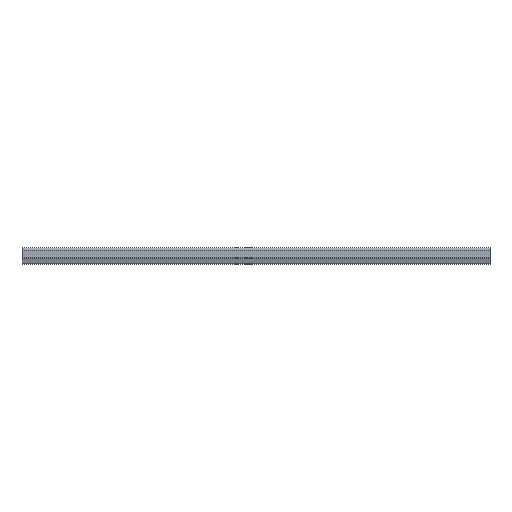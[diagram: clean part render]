
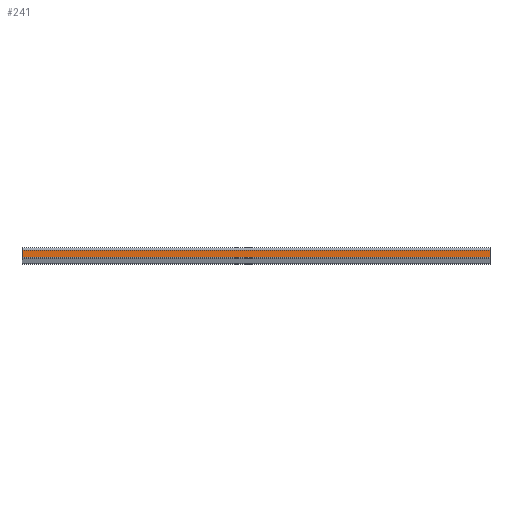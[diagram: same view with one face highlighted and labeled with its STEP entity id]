
A CAD part, top view. The second image highlights one B-rep face of the part: STEP entity #241.
In plain terms, the highlighted planar face has unit normal (0, 0, 1).
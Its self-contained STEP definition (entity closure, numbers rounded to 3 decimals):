
#23 = CARTESIAN_POINT ( 'NONE',  ( 0., -2.786, 20. ) ) ;
#53 = DIRECTION ( 'NONE',  ( 0., 1., 0. ) ) ;
#55 = LINE ( 'NONE', #347, #630 ) ;
#106 = LINE ( 'NONE', #375, #373 ) ;
#120 = LINE ( 'NONE', #513, #935 ) ;
#124 = ORIENTED_EDGE ( 'NONE', *, *, #851, .T. ) ;
#159 = AXIS2_PLACEMENT_3D ( 'NONE', #888, #503, #737 ) ;
#172 = ORIENTED_EDGE ( 'NONE', *, *, #909, .F. ) ;
#225 = VERTEX_POINT ( 'NONE', #742 ) ;
#241 = ADVANCED_FACE ( 'NONE', ( #1013 ), #338, .F. ) ;
#264 = DIRECTION ( 'NONE',  ( 1., 0., 0. ) ) ;
#267 = DIRECTION ( 'NONE',  ( 0., 1., 0. ) ) ;
#293 = ORIENTED_EDGE ( 'NONE', *, *, #807, .T. ) ;
#338 = PLANE ( 'NONE',  #159 ) ;
#347 = CARTESIAN_POINT ( 'NONE',  ( -1000., 12.75, 20. ) ) ;
#373 = VECTOR ( 'NONE', #53, 1000. ) ;
#375 = CARTESIAN_POINT ( 'NONE',  ( 0., 0., 20. ) ) ;
#431 = DIRECTION ( 'NONE',  ( 1., 0., 0. ) ) ;
#503 = DIRECTION ( 'NONE',  ( 0., 0., -1. ) ) ;
#513 = CARTESIAN_POINT ( 'NONE',  ( -1000., -2.786, 20. ) ) ;
#534 = VERTEX_POINT ( 'NONE', #624 ) ;
#579 = LINE ( 'NONE', #996, #642 ) ;
#614 = VERTEX_POINT ( 'NONE', #840 ) ;
#624 = CARTESIAN_POINT ( 'NONE',  ( -1000., -2.786, 20. ) ) ;
#630 = VECTOR ( 'NONE', #431, 1000. ) ;
#642 = VECTOR ( 'NONE', #267, 1000. ) ;
#709 = EDGE_CURVE ( 'NONE', #534, #225, #579, .T. ) ;
#715 = ORIENTED_EDGE ( 'NONE', *, *, #709, .F. ) ;
#737 = DIRECTION ( 'NONE',  ( 0., 1., 0. ) ) ;
#742 = CARTESIAN_POINT ( 'NONE',  ( -1000., 12.75, 20. ) ) ;
#758 = VERTEX_POINT ( 'NONE', #23 ) ;
#807 = EDGE_CURVE ( 'NONE', #758, #614, #106, .T. ) ;
#840 = CARTESIAN_POINT ( 'NONE',  ( 0., 12.75, 20. ) ) ;
#851 = EDGE_CURVE ( 'NONE', #534, #758, #120, .T. ) ;
#870 = EDGE_LOOP ( 'NONE', ( #293, #172, #715, #124 ) ) ;
#888 = CARTESIAN_POINT ( 'NONE',  ( -1000., 0., 20. ) ) ;
#909 = EDGE_CURVE ( 'NONE', #225, #614, #55, .T. ) ;
#935 = VECTOR ( 'NONE', #264, 1000. ) ;
#996 = CARTESIAN_POINT ( 'NONE',  ( -1000., 0., 20. ) ) ;
#1013 = FACE_OUTER_BOUND ( 'NONE', #870, .T. ) ;
